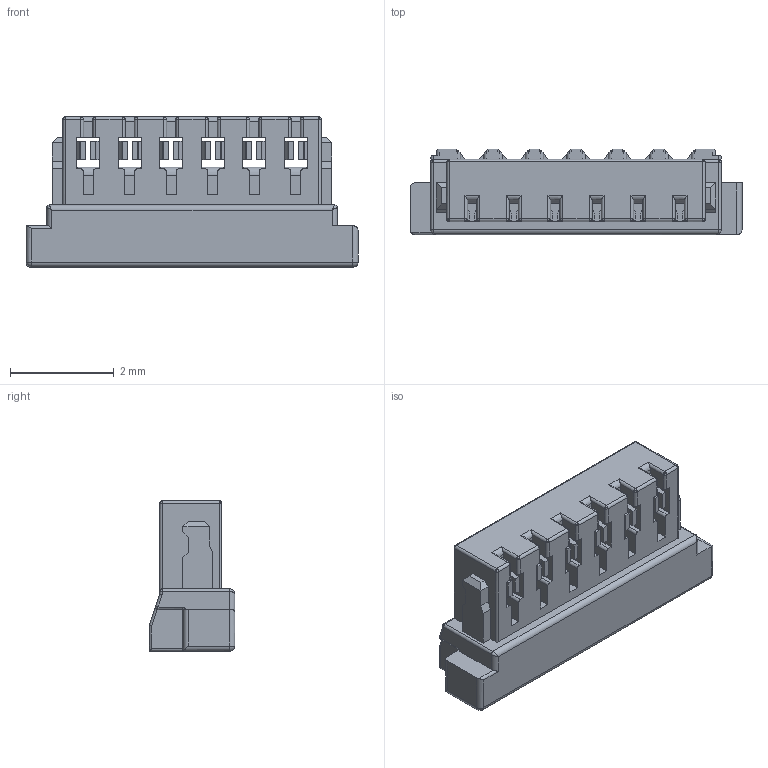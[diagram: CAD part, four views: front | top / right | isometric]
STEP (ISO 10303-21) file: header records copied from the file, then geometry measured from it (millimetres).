
FILE_DESCRIPTION(('CoCreate Modeling STEP Export'),'2;1');
FILE_NAME('WB0813H-06E.stp','2021-09-09T14:17:17',(''),(''),'CoCreate Modeling STEP processor for AP214 (Solid Model)','CoCreate Modeling 16.00 13-May-2008 (C) Parametric Technology GmbH','');
FILE_SCHEMA(('AUTOMOTIVE_DESIGN { 1 0 10303 214 1 1 1 1 }'));
Length unit declared in the file: millimetre
Products named in the file (2): WB0813H-06XXXE
Assembly tree (1 placements, depth 2):
  WB0813H-06XXXE
    WB0813H-06XXXE
Bounding box: 6.4 x 1.65 x 2.9 mm (x, y, z)
Volume: 14.9 mm3; surface area: 109.6 mm2
Topology: 1 solids, 1 shells, 1140 faces, 3272 edges, 2070 vertices
Faces by surface type: plane 738, cylinder 356, sphere 42, bspline 2, torus 2
Entity records: 36987 total; most frequent: CARTESIAN_POINT 6791, ORIENTED_EDGE 6536, DIRECTION 6002, EDGE_CURVE 3268, VECTOR 2450, LINE 2450, VERTEX_POINT 2070, AXIS2_PLACEMENT_3D 1776
